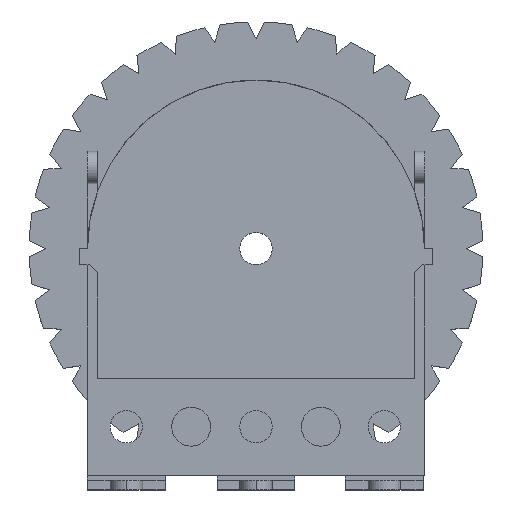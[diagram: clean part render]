
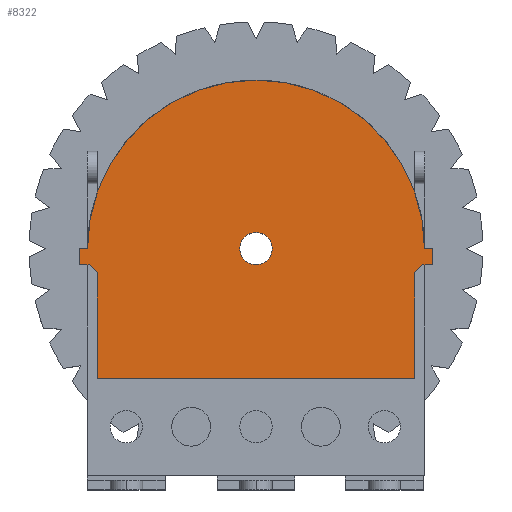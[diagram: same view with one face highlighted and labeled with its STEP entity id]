
A CAD part, top view. The second image highlights one B-rep face of the part: STEP entity #8322.
In plain terms, the highlighted planar face has unit normal (0, 0, 1).
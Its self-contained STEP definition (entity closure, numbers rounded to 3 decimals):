
#123 = DIRECTION ( 'NONE',  ( 1., 0., 0. ) ) ;
#208 = DIRECTION ( 'NONE',  ( 0., -1., 0. ) ) ;
#447 = ORIENTED_EDGE ( 'NONE', *, *, #679, .T. ) ;
#667 = CARTESIAN_POINT ( 'NONE',  ( 5.45, 0., 2.7 ) ) ;
#679 = EDGE_CURVE ( 'NONE', #7910, #3814, #1635, .T. ) ;
#726 = DIRECTION ( 'NONE',  ( 0., 0., 1. ) ) ;
#796 = CARTESIAN_POINT ( 'NONE',  ( 0., -0.5, 2.7 ) ) ;
#831 = AXIS2_PLACEMENT_3D ( 'NONE', #1572, #6741, #4201 ) ;
#973 = CIRCLE ( 'NONE', #2616, 0.5 ) ;
#1084 = ORIENTED_EDGE ( 'NONE', *, *, #2586, .F. ) ;
#1094 = VECTOR ( 'NONE', #123, 1000. ) ;
#1275 = CARTESIAN_POINT ( 'NONE',  ( -5.45, 0., 2.7 ) ) ;
#1551 = DIRECTION ( 'NONE',  ( 0., 1., 0. ) ) ;
#1572 = CARTESIAN_POINT ( 'NONE',  ( 0., 0., 2.7 ) ) ;
#1590 = CARTESIAN_POINT ( 'NONE',  ( 4.9, 0., 2.7 ) ) ;
#1606 = EDGE_LOOP ( 'NONE', ( #3000, #4193, #6710, #4038, #4523, #6504, #7617, #2709, #1084, #447, #8038, #4953 ) ) ;
#1635 = LINE ( 'NONE', #5431, #2904 ) ;
#1833 = CARTESIAN_POINT ( 'NONE',  ( 0., 0., 2.7 ) ) ;
#1854 = VECTOR ( 'NONE', #8396, 1000. ) ;
#1873 = CARTESIAN_POINT ( 'NONE',  ( -5.15, -0.5, 2.7 ) ) ;
#1876 = DIRECTION ( 'NONE',  ( 0., 0., -1. ) ) ;
#1934 = VERTEX_POINT ( 'NONE', #667 ) ;
#1975 = CARTESIAN_POINT ( 'NONE',  ( -5.2, -0.5, 2.7 ) ) ;
#2114 = VERTEX_POINT ( 'NONE', #5863 ) ;
#2131 = DIRECTION ( 'NONE',  ( 1., 0., 0. ) ) ;
#2465 = EDGE_CURVE ( 'NONE', #6561, #6527, #7004, .T. ) ;
#2586 = EDGE_CURVE ( 'NONE', #7910, #6561, #4067, .T. ) ;
#2612 = CARTESIAN_POINT ( 'NONE',  ( 0., 0., 2.7 ) ) ;
#2616 = AXIS2_PLACEMENT_3D ( 'NONE', #1833, #3259, #6440 ) ;
#2665 = LINE ( 'NONE', #1975, #5919 ) ;
#2709 = ORIENTED_EDGE ( 'NONE', *, *, #2465, .F. ) ;
#2718 = EDGE_CURVE ( 'NONE', #6165, #5350, #4605, .T. ) ;
#2771 = VECTOR ( 'NONE', #5375, 1000. ) ;
#2799 = LINE ( 'NONE', #1590, #6530 ) ;
#2904 = VECTOR ( 'NONE', #208, 1000. ) ;
#2911 = ORIENTED_EDGE ( 'NONE', *, *, #3111, .T. ) ;
#2945 = CARTESIAN_POINT ( 'NONE',  ( 5.45, 0., 2.7 ) ) ;
#3000 = ORIENTED_EDGE ( 'NONE', *, *, #4087, .T. ) ;
#3062 = LINE ( 'NONE', #5646, #4958 ) ;
#3111 = EDGE_CURVE ( 'NONE', #4314, #6752, #973, .T. ) ;
#3259 = DIRECTION ( 'NONE',  ( 0., 0., -1. ) ) ;
#3355 = CARTESIAN_POINT ( 'NONE',  ( 4.9, -0.75, 2.7 ) ) ;
#3378 = CIRCLE ( 'NONE', #6805, 0.5 ) ;
#3463 = LINE ( 'NONE', #6091, #3626 ) ;
#3626 = VECTOR ( 'NONE', #5423, 1000. ) ;
#3664 = LINE ( 'NONE', #2945, #8278 ) ;
#3814 = VERTEX_POINT ( 'NONE', #6513 ) ;
#4038 = ORIENTED_EDGE ( 'NONE', *, *, #4172, .T. ) ;
#4067 = LINE ( 'NONE', #6697, #5362 ) ;
#4071 = DIRECTION ( 'NONE',  ( 0.707, 0.707, 0. ) ) ;
#4087 = EDGE_CURVE ( 'NONE', #2114, #6781, #3062, .T. ) ;
#4172 = EDGE_CURVE ( 'NONE', #4593, #6165, #7988, .T. ) ;
#4193 = ORIENTED_EDGE ( 'NONE', *, *, #5482, .T. ) ;
#4201 = DIRECTION ( 'NONE',  ( 1., 0., 0. ) ) ;
#4297 = DIRECTION ( 'NONE',  ( 0., -1., 0. ) ) ;
#4314 = VERTEX_POINT ( 'NONE', #7553 ) ;
#4345 = DIRECTION ( 'NONE',  ( 1., 0., 0. ) ) ;
#4470 = VERTEX_POINT ( 'NONE', #6566 ) ;
#4523 = ORIENTED_EDGE ( 'NONE', *, *, #2718, .T. ) ;
#4593 = VERTEX_POINT ( 'NONE', #6854 ) ;
#4605 = LINE ( 'NONE', #796, #1094 ) ;
#4800 = CARTESIAN_POINT ( 'NONE',  ( 0.5, 0., 2.7 ) ) ;
#4953 = ORIENTED_EDGE ( 'NONE', *, *, #7352, .T. ) ;
#4958 = VECTOR ( 'NONE', #4297, 1000. ) ;
#5000 = EDGE_CURVE ( 'NONE', #7969, #3814, #2665, .T. ) ;
#5091 = LINE ( 'NONE', #7158, #1854 ) ;
#5235 = DIRECTION ( 'NONE',  ( 1., 0., 0. ) ) ;
#5290 = DIRECTION ( 'NONE',  ( -1., 0., 0. ) ) ;
#5344 = CARTESIAN_POINT ( 'NONE',  ( 0., 0., 2.7 ) ) ;
#5350 = VERTEX_POINT ( 'NONE', #7127 ) ;
#5362 = VECTOR ( 'NONE', #7595, 1000. ) ;
#5375 = DIRECTION ( 'NONE',  ( 0., 1., 0. ) ) ;
#5413 = CARTESIAN_POINT ( 'NONE',  ( 5.45, 0., 2.7 ) ) ;
#5423 = DIRECTION ( 'NONE',  ( 0.707, -0.707, 0. ) ) ;
#5431 = CARTESIAN_POINT ( 'NONE',  ( -5.45, 0., 2.7 ) ) ;
#5481 = CARTESIAN_POINT ( 'NONE',  ( -5.2, 0., 2.7 ) ) ;
#5482 = EDGE_CURVE ( 'NONE', #6781, #4470, #5091, .T. ) ;
#5646 = CARTESIAN_POINT ( 'NONE',  ( -4.9, 0., 2.7 ) ) ;
#5863 = CARTESIAN_POINT ( 'NONE',  ( -4.9, -0.75, 2.7 ) ) ;
#5919 = VECTOR ( 'NONE', #5290, 1000. ) ;
#6091 = CARTESIAN_POINT ( 'NONE',  ( -5.15, -0.5, 2.7 ) ) ;
#6156 = LINE ( 'NONE', #5413, #2771 ) ;
#6165 = VERTEX_POINT ( 'NONE', #7483 ) ;
#6168 = EDGE_CURVE ( 'NONE', #4470, #4593, #2799, .T. ) ;
#6440 = DIRECTION ( 'NONE',  ( 1., 0., 0. ) ) ;
#6504 = ORIENTED_EDGE ( 'NONE', *, *, #7725, .T. ) ;
#6513 = CARTESIAN_POINT ( 'NONE',  ( -5.45, -0.5, 2.7 ) ) ;
#6524 = FACE_OUTER_BOUND ( 'NONE', #1606, .T. ) ;
#6527 = VERTEX_POINT ( 'NONE', #7415 ) ;
#6530 = VECTOR ( 'NONE', #1551, 1000. ) ;
#6561 = VERTEX_POINT ( 'NONE', #5481 ) ;
#6566 = CARTESIAN_POINT ( 'NONE',  ( 4.9, -4., 2.7 ) ) ;
#6604 = PLANE ( 'NONE',  #8100 ) ;
#6606 = VECTOR ( 'NONE', #4071, 1000. ) ;
#6612 = EDGE_LOOP ( 'NONE', ( #7403, #2911 ) ) ;
#6646 = EDGE_CURVE ( 'NONE', #6752, #4314, #3378, .T. ) ;
#6697 = CARTESIAN_POINT ( 'NONE',  ( -5.2, 0., 2.7 ) ) ;
#6710 = ORIENTED_EDGE ( 'NONE', *, *, #6168, .T. ) ;
#6741 = DIRECTION ( 'NONE',  ( 0., 0., -1. ) ) ;
#6752 = VERTEX_POINT ( 'NONE', #4800 ) ;
#6781 = VERTEX_POINT ( 'NONE', #7555 ) ;
#6805 = AXIS2_PLACEMENT_3D ( 'NONE', #2612, #1876, #5235 ) ;
#6854 = CARTESIAN_POINT ( 'NONE',  ( 4.9, -0.75, 2.7 ) ) ;
#7004 = CIRCLE ( 'NONE', #831, 5.2 ) ;
#7127 = CARTESIAN_POINT ( 'NONE',  ( 5.45, -0.5, 2.7 ) ) ;
#7135 = EDGE_CURVE ( 'NONE', #6527, #1934, #3664, .T. ) ;
#7158 = CARTESIAN_POINT ( 'NONE',  ( 0., -4., 2.7 ) ) ;
#7280 = FACE_BOUND ( 'NONE', #6612, .T. ) ;
#7352 = EDGE_CURVE ( 'NONE', #7969, #2114, #3463, .T. ) ;
#7403 = ORIENTED_EDGE ( 'NONE', *, *, #6646, .T. ) ;
#7415 = CARTESIAN_POINT ( 'NONE',  ( 5.2, 0., 2.7 ) ) ;
#7483 = CARTESIAN_POINT ( 'NONE',  ( 5.15, -0.5, 2.7 ) ) ;
#7553 = CARTESIAN_POINT ( 'NONE',  ( -0.5, 0., 2.7 ) ) ;
#7555 = CARTESIAN_POINT ( 'NONE',  ( -4.9, -4., 2.7 ) ) ;
#7595 = DIRECTION ( 'NONE',  ( 1., 0., 0. ) ) ;
#7617 = ORIENTED_EDGE ( 'NONE', *, *, #7135, .F. ) ;
#7725 = EDGE_CURVE ( 'NONE', #5350, #1934, #6156, .T. ) ;
#7910 = VERTEX_POINT ( 'NONE', #1275 ) ;
#7969 = VERTEX_POINT ( 'NONE', #1873 ) ;
#7988 = LINE ( 'NONE', #3355, #6606 ) ;
#8038 = ORIENTED_EDGE ( 'NONE', *, *, #5000, .F. ) ;
#8100 = AXIS2_PLACEMENT_3D ( 'NONE', #5344, #726, #2131 ) ;
#8278 = VECTOR ( 'NONE', #4345, 1000. ) ;
#8322 = ADVANCED_FACE ( 'NONE', ( #7280, #6524 ), #6604, .T. ) ;
#8396 = DIRECTION ( 'NONE',  ( 1., 0., 0. ) ) ;
